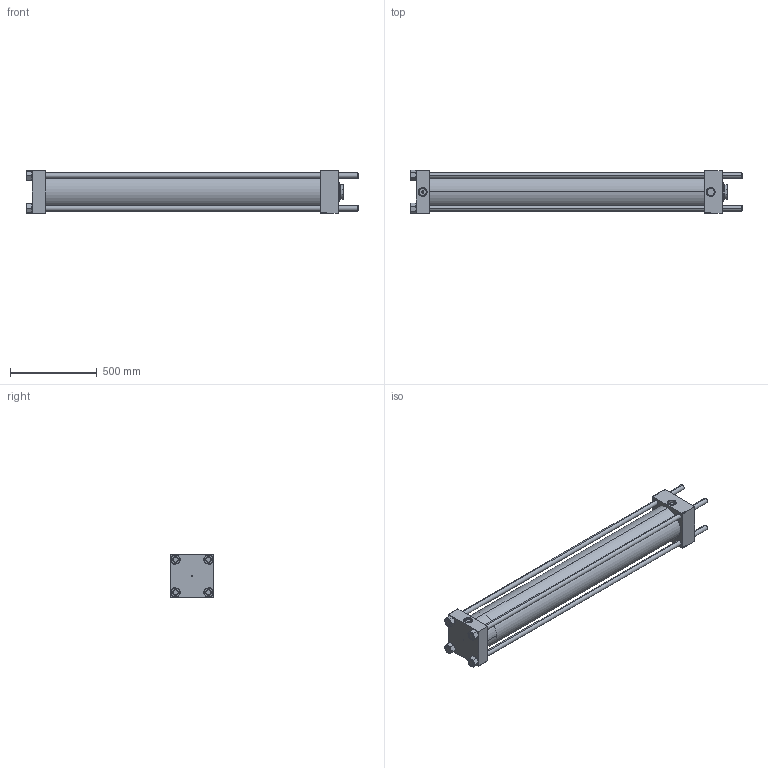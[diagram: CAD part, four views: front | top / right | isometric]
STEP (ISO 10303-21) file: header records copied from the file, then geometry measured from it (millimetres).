
FILE_DESCRIPTION (( 'STEP AP203' ), '1' );
FILE_NAME ('06e2.STEP', '2023-08-23T04:21:09', ( '' ), ( '' ), 'SwSTEP 2.0', 'SolidWorks 2019', '' );
FILE_SCHEMA (( 'CONFIG_CONTROL_DESIGN' ));
Length unit declared in the file: millimetre
Products named in the file (6): V215CR_B_TYCINKA 7d2c304b6a72fddf1c940394e455d940; 06e2; V215CR_VCP_B 7d2c304b6a72fddf1c940394e455d940; V215CR_B-1 7d2c304b6a72fddf1c940394e455d940; V215_VC_A 7d2c304b6a72fddf1c940394e455d940; NUT_M5_B 7d2c304b6a72fddf1c940394e455d940
Assembly tree (11 placements, depth 2):
  06e2
    V215CR_B-1 7d2c304b6a72fddf1c940394e455d940
    V215CR_VCP_B 7d2c304b6a72fddf1c940394e455d940
    NUT_M5_B 7d2c304b6a72fddf1c940394e455d940  x4
    V215CR_B_TYCINKA 7d2c304b6a72fddf1c940394e455d940  x4
    V215_VC_A 7d2c304b6a72fddf1c940394e455d940
Bounding box: 1919 x 249.22 x 245 mm (x, y, z)
Volume: 30362536.6 mm3; surface area: 3986014.9 mm2
Topology: 11 solids, 11 shells, 1206 faces, 3090 edges, 2015 vertices
Faces by surface type: bspline 504, plane 480, cone 136, cylinder 78, torus 8
Entity records: 57250 total; most frequent: CARTESIAN_POINT 34104, ORIENTED_EDGE 5444, DIRECTION 2998, EDGE_CURVE 2722, VERTEX_POINT 1793, LINE 1464, VECTOR 1464, EDGE_LOOP 1175
